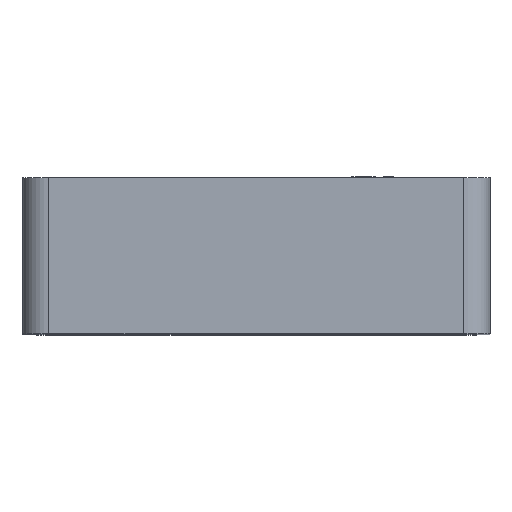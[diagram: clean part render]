
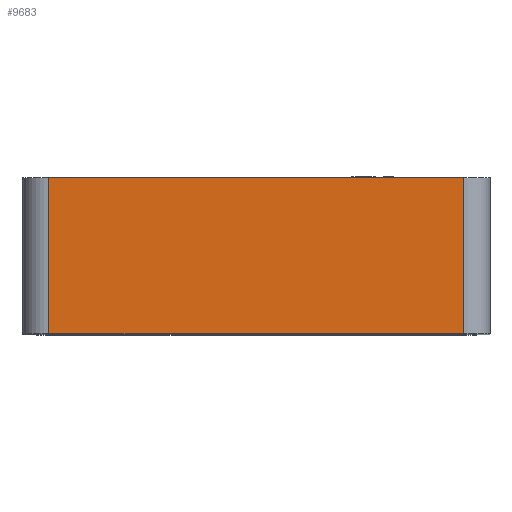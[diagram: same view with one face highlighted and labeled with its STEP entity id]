
A CAD part, top view. The second image highlights one B-rep face of the part: STEP entity #9683.
In plain terms, the highlighted planar face has unit normal (0, 0, 1).
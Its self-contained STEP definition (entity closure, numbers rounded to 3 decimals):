
#233 = EDGE_CURVE ( 'NONE', #16085, #10209, #13018, .T. ) ;
#1004 = ORIENTED_EDGE ( 'NONE', *, *, #16427, .F. ) ;
#1014 = VECTOR ( 'NONE', #5211, 1000. ) ;
#1091 = CARTESIAN_POINT ( 'NONE',  ( -5.32, 0., 6. ) ) ;
#2796 = CARTESIAN_POINT ( 'NONE',  ( -5.32, -4., 6. ) ) ;
#4529 = FACE_OUTER_BOUND ( 'NONE', #11511, .T. ) ;
#5211 = DIRECTION ( 'NONE',  ( 0., 1., 0. ) ) ;
#5303 = CARTESIAN_POINT ( 'NONE',  ( 5.32, -4.01, 6. ) ) ;
#6046 = PLANE ( 'NONE',  #7828 ) ;
#6227 = DIRECTION ( 'NONE',  ( -1., 0., 0. ) ) ;
#6507 = CARTESIAN_POINT ( 'NONE',  ( 5.32, -4., 6. ) ) ;
#6670 = DIRECTION ( 'NONE',  ( 0., 1., 0. ) ) ;
#7047 = ORIENTED_EDGE ( 'NONE', *, *, #233, .F. ) ;
#7334 = VECTOR ( 'NONE', #11812, 1000. ) ;
#7828 = AXIS2_PLACEMENT_3D ( 'NONE', #17479, #12027, #9077 ) ;
#7940 = CARTESIAN_POINT ( 'NONE',  ( -5.32, -4.01, 6. ) ) ;
#8046 = EDGE_CURVE ( 'NONE', #9768, #15295, #13248, .T. ) ;
#8602 = ORIENTED_EDGE ( 'NONE', *, *, #8046, .F. ) ;
#9077 = DIRECTION ( 'NONE',  ( 1., 0., 0. ) ) ;
#9086 = LINE ( 'NONE', #6507, #14429 ) ;
#9683 = ADVANCED_FACE ( 'NONE', ( #4529 ), #6046, .T. ) ;
#9768 = VERTEX_POINT ( 'NONE', #11025 ) ;
#10209 = VERTEX_POINT ( 'NONE', #7940 ) ;
#11025 = CARTESIAN_POINT ( 'NONE',  ( -5.32, 0., 6. ) ) ;
#11511 = EDGE_LOOP ( 'NONE', ( #8602, #1004, #7047, #12825 ) ) ;
#11673 = CARTESIAN_POINT ( 'NONE',  ( 5.32, -4.01, 6. ) ) ;
#11812 = DIRECTION ( 'NONE',  ( 1., 0., 0. ) ) ;
#12027 = DIRECTION ( 'NONE',  ( 0., 0., 1. ) ) ;
#12825 = ORIENTED_EDGE ( 'NONE', *, *, #12925, .T. ) ;
#12925 = EDGE_CURVE ( 'NONE', #16085, #15295, #9086, .T. ) ;
#13018 = LINE ( 'NONE', #11673, #17352 ) ;
#13248 = LINE ( 'NONE', #1091, #7334 ) ;
#13254 = CARTESIAN_POINT ( 'NONE',  ( 5.32, 0., 6. ) ) ;
#14429 = VECTOR ( 'NONE', #6670, 1000. ) ;
#15069 = LINE ( 'NONE', #2796, #1014 ) ;
#15295 = VERTEX_POINT ( 'NONE', #13254 ) ;
#16085 = VERTEX_POINT ( 'NONE', #5303 ) ;
#16427 = EDGE_CURVE ( 'NONE', #10209, #9768, #15069, .T. ) ;
#17352 = VECTOR ( 'NONE', #6227, 1000. ) ;
#17479 = CARTESIAN_POINT ( 'NONE',  ( -5.32, -4., 6. ) ) ;
